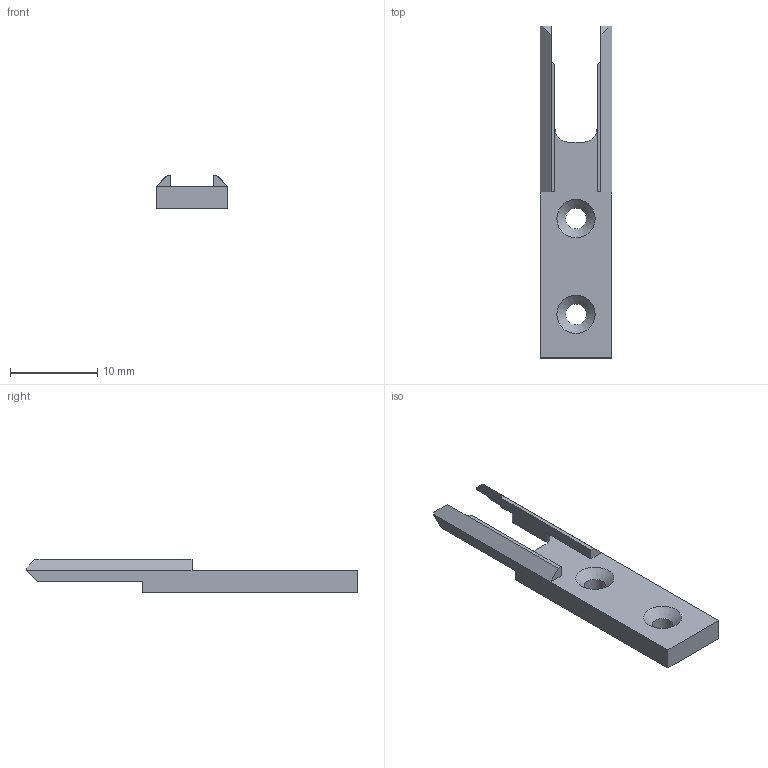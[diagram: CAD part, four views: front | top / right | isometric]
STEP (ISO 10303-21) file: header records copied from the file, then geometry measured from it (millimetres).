
FILE_DESCRIPTION(/* description */ ('NEUROPIXEL 3A PROBE BASE'),/* implementation_level */ '2;1');
FILE_NAME(/* name */ 'J007803 NEUROPIXEL 3A PROBE BASE Rev -.stp',/* time_stamp */ '2018-11-15T17:53:31-05:00',/* author */ ('arnoldj'),/* organization */ (''),/* preprocessor_version */ 'ST-DEVELOPER v17',/* originating_system */ 'Autodesk Inventor 2018',/* authorisation */ '');
FILE_SCHEMA (('AUTOMOTIVE_DESIGN { 1 0 10303 214 3 1 1 }'));
Length unit declared in the file: inch
Products named in the file (1): J007803
Bounding box: 8.26 x 38.1 x 3.81 mm (x, y, z)
Volume: 572.6 mm3; surface area: 808 mm2
Topology: 1 solids, 1 shells, 42 faces, 114 edges, 74 vertices
Faces by surface type: plane 30, cylinder 10, cone 2
Full cylindrical faces by diameter (mm): 2.388 x2
Entity records: 1365 total; most frequent: CARTESIAN_POINT 231, ORIENTED_EDGE 228, DIRECTION 226, EDGE_CURVE 114, LINE 88, VECTOR 88, VERTEX_POINT 74, AXIS2_PLACEMENT_3D 69
